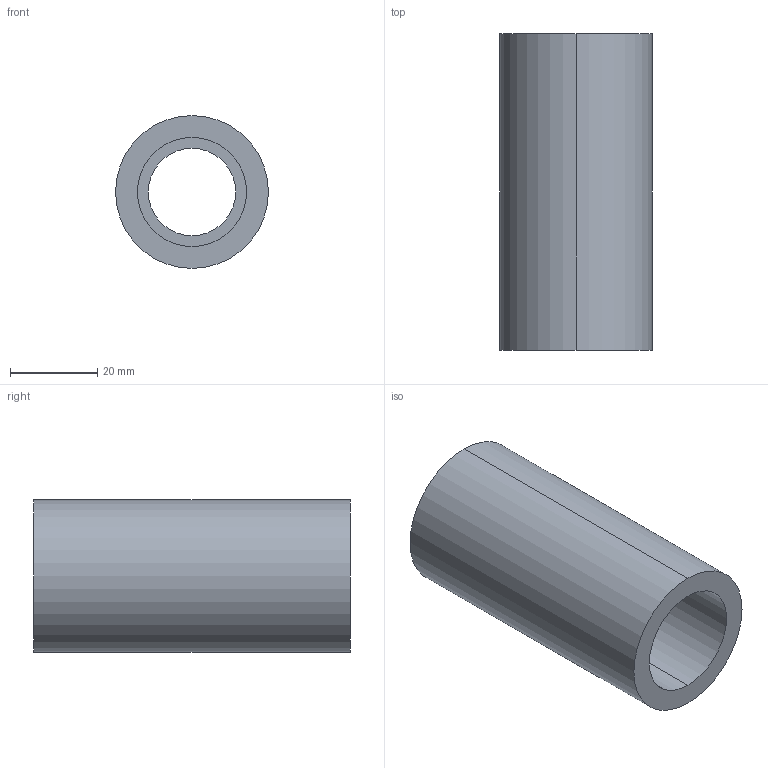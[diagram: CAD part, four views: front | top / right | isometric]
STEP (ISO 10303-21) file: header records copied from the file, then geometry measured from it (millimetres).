
FILE_DESCRIPTION((''),'2;1');
FILE_NAME('KRAMP_ROUE_JOCKEY_ENTRETOISE','2021-04-30T15:11:47',('itang'),(''),'CREO PARAMETRIC BY PTC INC, 2020281','CREO PARAMETRIC BY PTC INC, 2020281','');
FILE_SCHEMA(('CONFIG_CONTROL_DESIGN'));
Length unit declared in the file: millimetre
Products named in the file (1): KRAMP_ROUE_JOCKEY_ENTRETOISE
Bounding box: 35 x 72.5 x 35 mm (x, y, z)
Volume: 40332.2 mm3; surface area: 14419.9 mm2
Topology: 1 solids, 1 shells, 12 faces, 24 edges, 16 vertices
Faces by surface type: cylinder 8, plane 4
Entity records: 366 total; most frequent: DIRECTION 64, CARTESIAN_POINT 52, ORIENTED_EDGE 48, AXIS2_PLACEMENT_3D 28, EDGE_CURVE 24, VERTEX_POINT 16, EDGE_LOOP 16, CIRCLE 16
